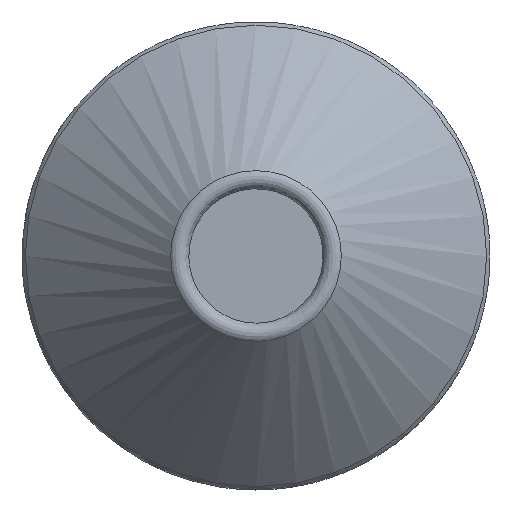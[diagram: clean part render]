
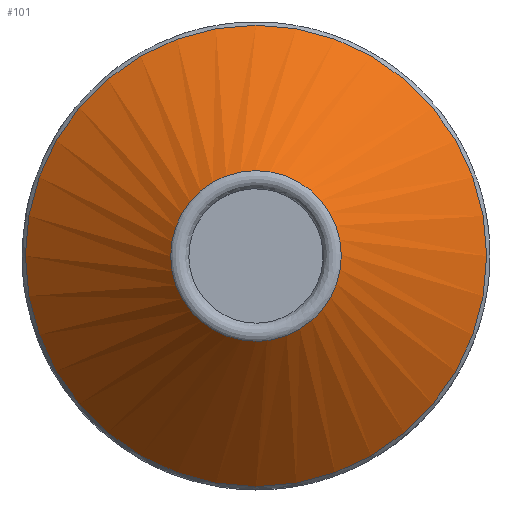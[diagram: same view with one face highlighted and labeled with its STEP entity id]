
A CAD part, left-side view. The second image highlights one B-rep face of the part: STEP entity #101.
In plain terms, the highlighted face is a revolution surface.
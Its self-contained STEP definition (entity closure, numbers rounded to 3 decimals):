
#32=SURFACE_OF_REVOLUTION('',#113,#35);
#35=AXIS1_PLACEMENT('',#494,#406);
#101=ADVANCED_FACE('',(#146,#147),#32,.T.);
#113=LINE('',#493,#118);
#118=VECTOR('',#405,13.837);
#146=FACE_BOUND('',#182,.T.);
#147=FACE_BOUND('',#183,.T.);
#182=EDGE_LOOP('',(#226));
#183=EDGE_LOOP('',(#227));
#226=ORIENTED_EDGE('',*,*,#271,.F.);
#227=ORIENTED_EDGE('',*,*,#272,.T.);
#249=VERTEX_POINT('',#467);
#250=VERTEX_POINT('',#492);
#271=EDGE_CURVE('',#249,#249,#287,.T.);
#272=EDGE_CURVE('',#250,#250,#288,.T.);
#287=CIRCLE('',#324,15.371);
#288=CIRCLE('',#325,5.685);
#324=AXIS2_PLACEMENT_3D('',#466,#400,#401);
#325=AXIS2_PLACEMENT_3D('',#491,#403,#404);
#400=DIRECTION('',(1.,0.,0.));
#401=DIRECTION('',(0.,0.,-1.));
#403=DIRECTION('',(1.,0.,0.));
#404=DIRECTION('',(0.,0.,-1.));
#405=DIRECTION('',(0.702,-0.712,0.));
#406=DIRECTION('',(1.,0.,0.));
#466=CARTESIAN_POINT('',(9.907,0.,0.));
#467=CARTESIAN_POINT('',(9.907,0.,-15.371));
#491=CARTESIAN_POINT('',(0.192,0.,0.));
#492=CARTESIAN_POINT('',(0.192,0.,-5.685));
#493=CARTESIAN_POINT('',(0.192,-5.425,1.7));
#494=CARTESIAN_POINT('',(0.,0.,0.));
